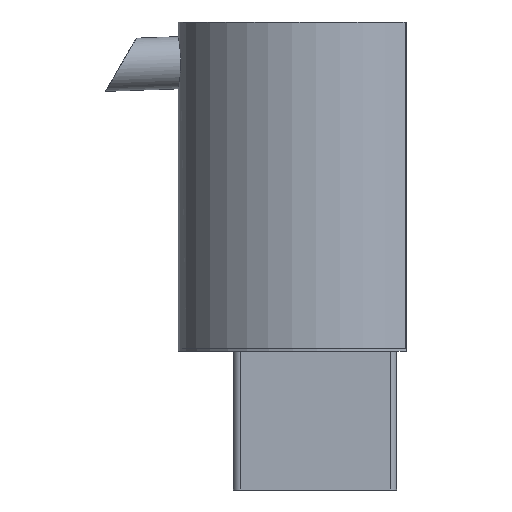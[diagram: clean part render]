
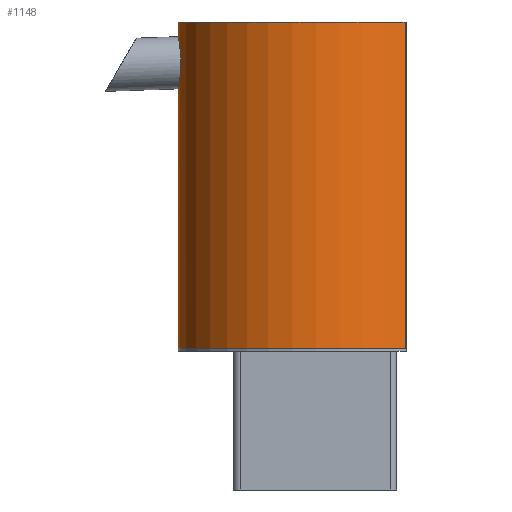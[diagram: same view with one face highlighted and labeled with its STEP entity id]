
A CAD part, left-side view. The second image highlights one B-rep face of the part: STEP entity #1148.
In plain terms, the highlighted cylindrical face has radius 855 mm (diameter 1710 mm), a partial arc.
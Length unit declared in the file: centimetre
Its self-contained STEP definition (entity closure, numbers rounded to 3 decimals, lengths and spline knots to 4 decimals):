
#29=B_SPLINE_CURVE_WITH_KNOTS('',3,(#2055,#2056,#2057,#2058,#2059,#2060,
#2061,#2062,#2063,#2064,#2065,#2066,#2067,#2068,#2069,#2070,#2071,#2072,
#2073,#2074,#2075,#2076,#2077,#2078,#2079,#2080,#2081,#2082,#2083,#2084,
#2085,#2086,#2087,#2088),.UNSPECIFIED.,.F.,.F.,(4,2,2,2,2,2,2,2,2,2,2,2,
2,2,2,2,4),(0.,3.1162,6.2323,9.3485,12.4647,
15.5807,18.6967,21.8127,24.9287,28.0447,
31.1607,34.2767,37.3927,40.5089,43.6251,
46.7412,49.8574),.UNSPECIFIED.);
#30=B_SPLINE_CURVE_WITH_KNOTS('',3,(#2089,#2090,#2091,#2092,#2093,#2094,
#2095,#2096,#2097,#2098,#2099,#2100,#2101,#2102,#2103,#2104,#2105,#2106,
#2107,#2108,#2109,#2110,#2111,#2112,#2113,#2114,#2115,#2116,#2117,#2118,
#2119,#2120,#2121,#2122),.UNSPECIFIED.,.F.,.F.,(4,2,2,2,2,2,2,2,2,2,2,2,
2,2,2,2,4),(49.8574,52.9736,56.0897,59.2059,
62.3221,65.4381,68.5541,71.6701,74.7861,
77.9021,81.0181,84.1341,87.2501,90.3663,
93.4825,96.5986,99.7148),.UNSPECIFIED.);
#102=LINE('',#2130,#196);
#106=LINE('',#2139,#200);
#196=VECTOR('',#1526,1.);
#200=VECTOR('',#1532,1.);
#247=CYLINDRICAL_SURFACE('',#1263,85.5);
#277=FACE_BOUND('',#405,.T.);
#325=FACE_OUTER_BOUND('',#404,.T.);
#404=EDGE_LOOP('',(#958,#959,#960,#961));
#405=EDGE_LOOP('',(#962,#963));
#467=CIRCLE('',#1261,85.5);
#469=CIRCLE('',#1264,85.5);
#551=VERTEX_POINT('',#2052);
#552=VERTEX_POINT('',#2054);
#555=VERTEX_POINT('',#2127);
#556=VERTEX_POINT('',#2129);
#559=VERTEX_POINT('',#2136);
#560=VERTEX_POINT('',#2138);
#690=EDGE_CURVE('',#552,#551,#29,.T.);
#691=EDGE_CURVE('',#551,#552,#30,.T.);
#694=EDGE_CURVE('',#556,#555,#102,.T.);
#698=EDGE_CURVE('',#560,#559,#106,.T.);
#700=EDGE_CURVE('',#556,#559,#467,.T.);
#702=EDGE_CURVE('',#555,#560,#469,.T.);
#958=ORIENTED_EDGE('',*,*,#694,.T.);
#959=ORIENTED_EDGE('',*,*,#702,.T.);
#960=ORIENTED_EDGE('',*,*,#698,.T.);
#961=ORIENTED_EDGE('',*,*,#700,.F.);
#962=ORIENTED_EDGE('',*,*,#690,.T.);
#963=ORIENTED_EDGE('',*,*,#691,.T.);
#1148=ADVANCED_FACE('',(#325,#277),#247,.T.);
#1261=AXIS2_PLACEMENT_3D('',#2142,#1536,#1537);
#1263=AXIS2_PLACEMENT_3D('',#2144,#1540,#1541);
#1264=AXIS2_PLACEMENT_3D('',#2145,#1542,#1543);
#1526=DIRECTION('',(0.,0.,1.));
#1532=DIRECTION('',(0.,0.,-1.));
#1536=DIRECTION('center_axis',(0.,0.,-1.));
#1537=DIRECTION('ref_axis',(1.,0.,0.));
#1540=DIRECTION('center_axis',(0.,0.,-1.));
#1541=DIRECTION('ref_axis',(0.,1.,0.));
#1542=DIRECTION('center_axis',(0.,0.,-1.));
#1543=DIRECTION('ref_axis',(1.,0.,0.));
#2052=CARTESIAN_POINT('',(983.5,68.3928,262.));
#2054=CARTESIAN_POINT('',(1016.5,68.3928,262.));
#2055=CARTESIAN_POINT('Ctrl Pts',(1016.5,68.3928,262.));
#2056=CARTESIAN_POINT('Ctrl Pts',(1016.5,68.3928,263.0387));
#2057=CARTESIAN_POINT('Ctrl Pts',(1016.4003,68.4126,264.1121));
#2058=CARTESIAN_POINT('Ctrl Pts',(1015.9815,68.4934,266.2455));
#2059=CARTESIAN_POINT('Ctrl Pts',(1015.6624,68.5543,267.3056));
#2060=CARTESIAN_POINT('Ctrl Pts',(1014.8196,68.707,269.3374));
#2061=CARTESIAN_POINT('Ctrl Pts',(1014.2953,68.7987,270.3108));
#2062=CARTESIAN_POINT('Ctrl Pts',(1013.0847,68.9951,272.1102));
#2063=CARTESIAN_POINT('Ctrl Pts',(1012.3983,69.0995,272.9362));
#2064=CARTESIAN_POINT('Ctrl Pts',(1010.9363,69.3009,274.3983));
#2065=CARTESIAN_POINT('Ctrl Pts',(1010.1103,69.405,275.0847));
#2066=CARTESIAN_POINT('Ctrl Pts',(1008.3109,69.5999,276.2953));
#2067=CARTESIAN_POINT('Ctrl Pts',(1007.3374,69.6907,276.8196));
#2068=CARTESIAN_POINT('Ctrl Pts',(1005.3056,69.8413,277.6624));
#2069=CARTESIAN_POINT('Ctrl Pts',(1004.2454,69.9012,277.9815));
#2070=CARTESIAN_POINT('Ctrl Pts',(1002.112,69.9806,278.4003));
#2071=CARTESIAN_POINT('Ctrl Pts',(1001.0387,70.,278.5));
#2072=CARTESIAN_POINT('Ctrl Pts',(998.9613,70.,278.5));
#2073=CARTESIAN_POINT('Ctrl Pts',(997.888,69.9806,278.4003));
#2074=CARTESIAN_POINT('Ctrl Pts',(995.7546,69.9012,277.9815));
#2075=CARTESIAN_POINT('Ctrl Pts',(994.6944,69.8413,277.6624));
#2076=CARTESIAN_POINT('Ctrl Pts',(992.6626,69.6907,276.8196));
#2077=CARTESIAN_POINT('Ctrl Pts',(991.6891,69.5999,276.2953));
#2078=CARTESIAN_POINT('Ctrl Pts',(989.8897,69.405,275.0847));
#2079=CARTESIAN_POINT('Ctrl Pts',(989.0637,69.3009,274.3983));
#2080=CARTESIAN_POINT('Ctrl Pts',(987.6017,69.0995,272.9362));
#2081=CARTESIAN_POINT('Ctrl Pts',(986.9153,68.9951,272.1102));
#2082=CARTESIAN_POINT('Ctrl Pts',(985.7047,68.7987,270.3108));
#2083=CARTESIAN_POINT('Ctrl Pts',(985.1804,68.707,269.3374));
#2084=CARTESIAN_POINT('Ctrl Pts',(984.3376,68.5543,267.3056));
#2085=CARTESIAN_POINT('Ctrl Pts',(984.0185,68.4934,266.2455));
#2086=CARTESIAN_POINT('Ctrl Pts',(983.5997,68.4126,264.1121));
#2087=CARTESIAN_POINT('Ctrl Pts',(983.5,68.3928,263.0387));
#2088=CARTESIAN_POINT('Ctrl Pts',(983.5,68.3928,262.));
#2089=CARTESIAN_POINT('Ctrl Pts',(983.5,68.3928,262.));
#2090=CARTESIAN_POINT('Ctrl Pts',(983.5,68.3928,260.9613));
#2091=CARTESIAN_POINT('Ctrl Pts',(983.5997,68.4126,259.8879));
#2092=CARTESIAN_POINT('Ctrl Pts',(984.0185,68.4934,257.7545));
#2093=CARTESIAN_POINT('Ctrl Pts',(984.3376,68.5543,256.6944));
#2094=CARTESIAN_POINT('Ctrl Pts',(985.1804,68.707,254.6626));
#2095=CARTESIAN_POINT('Ctrl Pts',(985.7047,68.7987,253.6892));
#2096=CARTESIAN_POINT('Ctrl Pts',(986.9153,68.9951,251.8898));
#2097=CARTESIAN_POINT('Ctrl Pts',(987.6017,69.0995,251.0638));
#2098=CARTESIAN_POINT('Ctrl Pts',(989.0637,69.3009,249.6017));
#2099=CARTESIAN_POINT('Ctrl Pts',(989.8897,69.405,248.9153));
#2100=CARTESIAN_POINT('Ctrl Pts',(991.6891,69.5999,247.7047));
#2101=CARTESIAN_POINT('Ctrl Pts',(992.6626,69.6907,247.1804));
#2102=CARTESIAN_POINT('Ctrl Pts',(994.6944,69.8413,246.3376));
#2103=CARTESIAN_POINT('Ctrl Pts',(995.7546,69.9012,246.0185));
#2104=CARTESIAN_POINT('Ctrl Pts',(997.888,69.9806,245.5997));
#2105=CARTESIAN_POINT('Ctrl Pts',(998.9613,70.,245.5));
#2106=CARTESIAN_POINT('Ctrl Pts',(1001.0387,70.,245.5));
#2107=CARTESIAN_POINT('Ctrl Pts',(1002.112,69.9806,245.5997));
#2108=CARTESIAN_POINT('Ctrl Pts',(1004.2454,69.9012,246.0185));
#2109=CARTESIAN_POINT('Ctrl Pts',(1005.3056,69.8413,246.3376));
#2110=CARTESIAN_POINT('Ctrl Pts',(1007.3374,69.6907,247.1804));
#2111=CARTESIAN_POINT('Ctrl Pts',(1008.3109,69.5999,247.7047));
#2112=CARTESIAN_POINT('Ctrl Pts',(1010.1103,69.405,248.9153));
#2113=CARTESIAN_POINT('Ctrl Pts',(1010.9363,69.3009,249.6017));
#2114=CARTESIAN_POINT('Ctrl Pts',(1012.3983,69.0995,251.0638));
#2115=CARTESIAN_POINT('Ctrl Pts',(1013.0847,68.9951,251.8898));
#2116=CARTESIAN_POINT('Ctrl Pts',(1014.2953,68.7987,253.6892));
#2117=CARTESIAN_POINT('Ctrl Pts',(1014.8196,68.707,254.6626));
#2118=CARTESIAN_POINT('Ctrl Pts',(1015.6624,68.5543,256.6944));
#2119=CARTESIAN_POINT('Ctrl Pts',(1015.9815,68.4934,257.7545));
#2120=CARTESIAN_POINT('Ctrl Pts',(1016.4003,68.4126,259.8879));
#2121=CARTESIAN_POINT('Ctrl Pts',(1016.5,68.3928,260.9613));
#2122=CARTESIAN_POINT('Ctrl Pts',(1016.5,68.3928,262.));
#2127=CARTESIAN_POINT('',(933.4883,-69.2257,287.));
#2129=CARTESIAN_POINT('',(933.4883,-69.2257,87.));
#2130=CARTESIAN_POINT('',(933.4883,-69.2257,73.2318));
#2136=CARTESIAN_POINT('',(1066.5117,-69.2257,87.));
#2138=CARTESIAN_POINT('',(1066.5117,-69.2257,287.));
#2139=CARTESIAN_POINT('',(1066.5117,-69.2257,73.2318));
#2142=CARTESIAN_POINT('Origin',(1000.,-15.5,87.));
#2144=CARTESIAN_POINT('Origin',(1000.,-15.5,73.2318));
#2145=CARTESIAN_POINT('Origin',(1000.,-15.5,287.));
